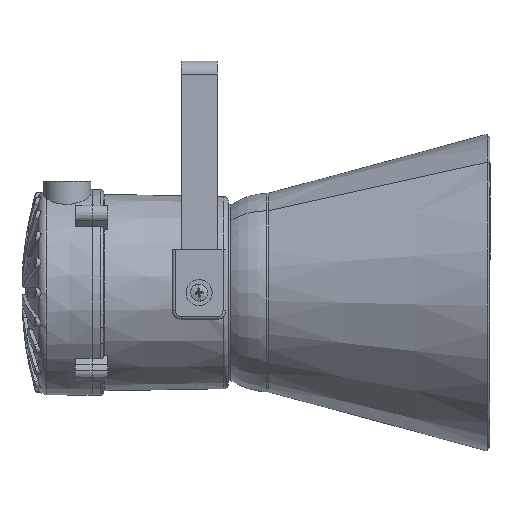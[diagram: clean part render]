
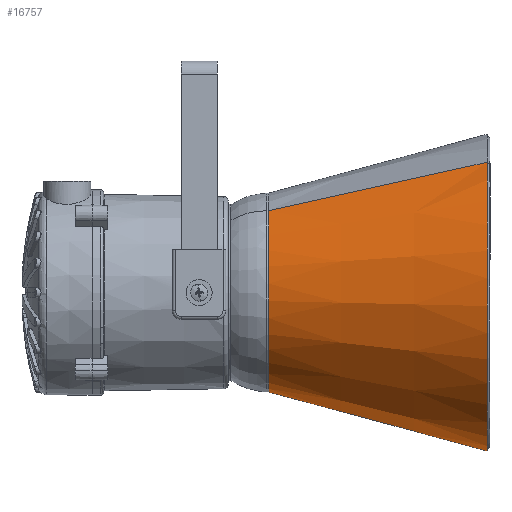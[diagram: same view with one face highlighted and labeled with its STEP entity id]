
A CAD part, front view. The second image highlights one B-rep face of the part: STEP entity #16757.
In plain terms, the highlighted conical face has half-angle 15.149 degrees and reference radius 109.781 mm.
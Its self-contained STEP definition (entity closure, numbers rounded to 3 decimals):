
#37 = CARTESIAN_POINT ( 'NONE',  ( -26., 0., 68.916 ) ) ;
#145 = CIRCLE ( 'NONE', #9856, 109.781 ) ;
#1118 = EDGE_LOOP ( 'NONE', ( #5508, #7734, #7447, #2727 ) ) ;
#1241 = LINE ( 'NONE', #6564, #9495 ) ;
#1289 = CARTESIAN_POINT ( 'NONE',  ( -176.941, 0., -109.781 ) ) ;
#1305 = DIRECTION ( 'NONE',  ( 0., 0., -1. ) ) ;
#2024 = CARTESIAN_POINT ( 'NONE',  ( -176.941, 0., 0. ) ) ;
#2727 = ORIENTED_EDGE ( 'NONE', *, *, #11651, .F. ) ;
#3057 = CARTESIAN_POINT ( 'NONE',  ( -176.941, 0., -109.781 ) ) ;
#5056 = CIRCLE ( 'NONE', #14776, 68.916 ) ;
#5193 = EDGE_CURVE ( 'NONE', #5300, #13078, #145, .T. ) ;
#5300 = VERTEX_POINT ( 'NONE', #3057 ) ;
#5436 = AXIS2_PLACEMENT_3D ( 'NONE', #2024, #7339, #12658 ) ;
#5508 = ORIENTED_EDGE ( 'NONE', *, *, #11626, .F. ) ;
#5852 = VERTEX_POINT ( 'NONE', #37 ) ;
#5977 = CARTESIAN_POINT ( 'NONE',  ( -26., 0., -68.916 ) ) ;
#6384 = CARTESIAN_POINT ( 'NONE',  ( -26., 0., 0. ) ) ;
#6564 = CARTESIAN_POINT ( 'NONE',  ( -176.941, 0., 109.781 ) ) ;
#6607 = DIRECTION ( 'NONE',  ( -0.965, 0., -0.261 ) ) ;
#7339 = DIRECTION ( 'NONE',  ( -1., 0., 0. ) ) ;
#7447 = ORIENTED_EDGE ( 'NONE', *, *, #5193, .T. ) ;
#7734 = ORIENTED_EDGE ( 'NONE', *, *, #14141, .T. ) ;
#7942 = CARTESIAN_POINT ( 'NONE',  ( -176.941, 0., 0. ) ) ;
#9495 = VECTOR ( 'NONE', #11876, 1000. ) ;
#9856 = AXIS2_PLACEMENT_3D ( 'NONE', #7942, #13238, #1305 ) ;
#11626 = EDGE_CURVE ( 'NONE', #13204, #5852, #5056, .T. ) ;
#11651 = EDGE_CURVE ( 'NONE', #5852, #13078, #1241, .T. ) ;
#11693 = DIRECTION ( 'NONE',  ( 1., 0., 0. ) ) ;
#11876 = DIRECTION ( 'NONE',  ( -0.965, 0., 0.261 ) ) ;
#11917 = CARTESIAN_POINT ( 'NONE',  ( -176.941, 0., 109.781 ) ) ;
#12658 = DIRECTION ( 'NONE',  ( 0., 0., 1. ) ) ;
#12933 = CONICAL_SURFACE ( 'NONE', #5436, 109.781, 0.264 ) ;
#13078 = VERTEX_POINT ( 'NONE', #11917 ) ;
#13204 = VERTEX_POINT ( 'NONE', #5977 ) ;
#13222 = LINE ( 'NONE', #1289, #15918 ) ;
#13238 = DIRECTION ( 'NONE',  ( 1., 0., 0. ) ) ;
#13954 = FACE_OUTER_BOUND ( 'NONE', #1118, .T. ) ;
#14141 = EDGE_CURVE ( 'NONE', #13204, #5300, #13222, .T. ) ;
#14776 = AXIS2_PLACEMENT_3D ( 'NONE', #6384, #11693, #17006 ) ;
#15918 = VECTOR ( 'NONE', #6607, 1000. ) ;
#16757 = ADVANCED_FACE ( 'NONE', ( #13954 ), #12933, .T. ) ;
#17006 = DIRECTION ( 'NONE',  ( 0., 0., -1. ) ) ;
